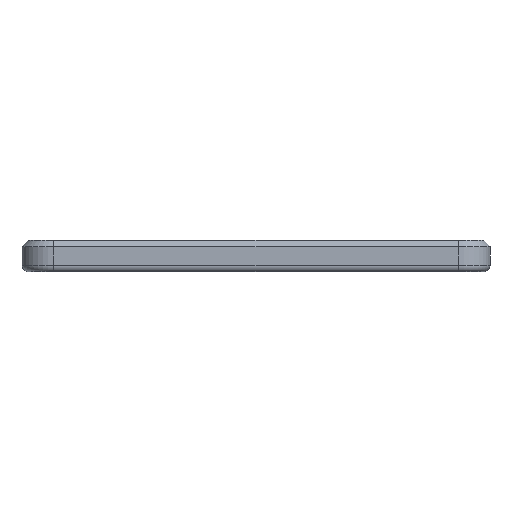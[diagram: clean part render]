
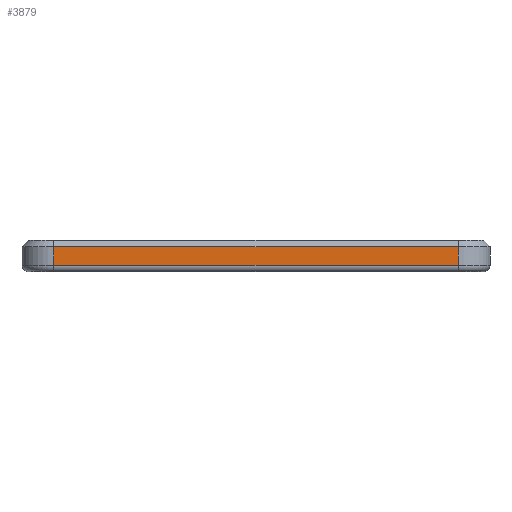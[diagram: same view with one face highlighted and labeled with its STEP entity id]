
A CAD part, front view. The second image highlights one B-rep face of the part: STEP entity #3879.
In plain terms, the highlighted planar face has unit normal (0, -1, 0).
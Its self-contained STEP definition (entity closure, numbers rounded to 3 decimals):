
#262=PLANE('',#4126);
#345=FACE_OUTER_BOUND('',#532,.T.);
#532=EDGE_LOOP('',(#2750,#2751,#2752,#2753));
#956=LINE('',#5783,#1241);
#961=LINE('',#5808,#1246);
#962=LINE('',#5812,#1247);
#963=LINE('',#5813,#1248);
#1241=VECTOR('',#4628,10.);
#1246=VECTOR('',#4661,10.);
#1247=VECTOR('',#4666,10.);
#1248=VECTOR('',#4667,10.);
#1799=VERTEX_POINT('',#5776);
#1802=VERTEX_POINT('',#5781);
#1808=VERTEX_POINT('',#5807);
#1809=VERTEX_POINT('',#5811);
#2171=EDGE_CURVE('',#1802,#1799,#956,.T.);
#2184=EDGE_CURVE('',#1799,#1808,#961,.T.);
#2186=EDGE_CURVE('',#1809,#1802,#962,.T.);
#2187=EDGE_CURVE('',#1808,#1809,#963,.T.);
#2750=ORIENTED_EDGE('',*,*,#2171,.F.);
#2751=ORIENTED_EDGE('',*,*,#2186,.F.);
#2752=ORIENTED_EDGE('',*,*,#2187,.F.);
#2753=ORIENTED_EDGE('',*,*,#2184,.F.);
#3879=ADVANCED_FACE('',(#345),#262,.T.);
#4126=AXIS2_PLACEMENT_3D('',#5810,#4664,#4665);
#4628=DIRECTION('',(-1.,0.,0.));
#4661=DIRECTION('',(0.,0.,1.));
#4664=DIRECTION('center_axis',(0.,-1.,0.));
#4665=DIRECTION('ref_axis',(-1.,0.,0.));
#4666=DIRECTION('',(0.,0.,-1.));
#4667=DIRECTION('',(1.,0.,0.));
#5776=CARTESIAN_POINT('',(-112.,-40.003,-12.7));
#5781=CARTESIAN_POINT('',(-48.,-40.003,-12.7));
#5783=CARTESIAN_POINT('',(-62.5,-40.003,-12.7));
#5807=CARTESIAN_POINT('',(-112.,-40.003,-9.7));
#5808=CARTESIAN_POINT('',(-112.,-40.003,-8.7));
#5810=CARTESIAN_POINT('Origin',(-45.,-40.003,-8.7));
#5811=CARTESIAN_POINT('',(-48.,-40.003,-9.7));
#5812=CARTESIAN_POINT('',(-48.,-40.003,-8.7));
#5813=CARTESIAN_POINT('',(-62.5,-40.003,-9.7));
